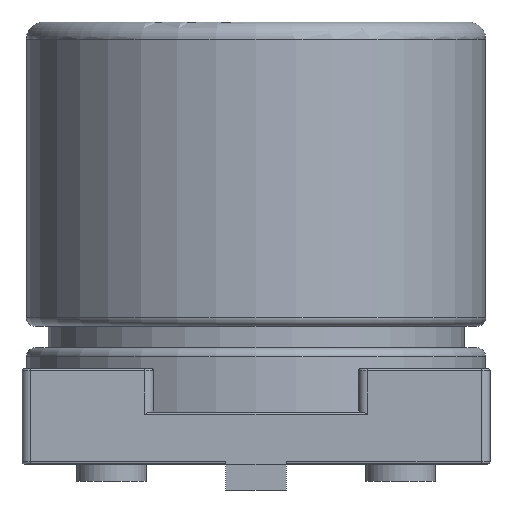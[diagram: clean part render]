
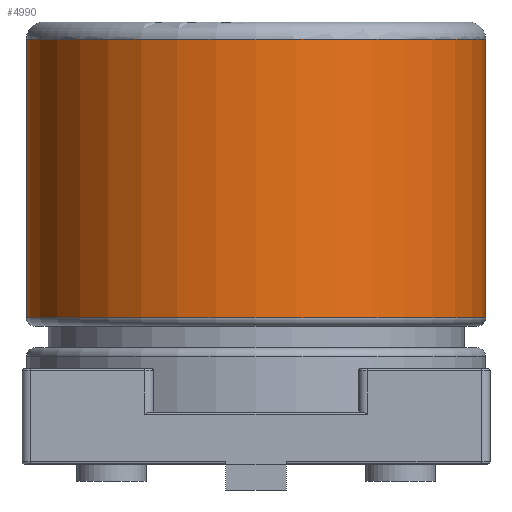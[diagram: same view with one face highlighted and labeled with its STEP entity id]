
A CAD part, left-side view. The second image highlights one B-rep face of the part: STEP entity #4990.
In plain terms, the highlighted cylindrical face has radius 2.65 mm (diameter 5.3 mm), a full revolution.
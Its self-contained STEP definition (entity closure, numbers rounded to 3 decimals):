
#856=LINE('',#9940,#1202);
#1202=VECTOR('',#6207,2.65);
#1252=CYLINDRICAL_SURFACE('',#5287,2.65);
#1526=FACE_OUTER_BOUND('',#1809,.T.);
#1809=EDGE_LOOP('',(#4512,#4513,#4514,#4515,#4516,#4517));
#1949=CIRCLE('',#5284,2.65);
#1950=CIRCLE('',#5285,2.65);
#1952=CIRCLE('',#5288,2.65);
#1953=CIRCLE('',#5289,2.65);
#2439=VERTEX_POINT('',#9930);
#2440=VERTEX_POINT('',#9931);
#2441=VERTEX_POINT('',#9936);
#2442=VERTEX_POINT('',#9937);
#3184=EDGE_CURVE('',#2439,#2440,#1949,.T.);
#3185=EDGE_CURVE('',#2440,#2439,#1950,.T.);
#3187=EDGE_CURVE('',#2441,#2442,#1952,.T.);
#3188=EDGE_CURVE('',#2442,#2441,#1953,.T.);
#3189=EDGE_CURVE('',#2442,#2440,#856,.T.);
#4512=ORIENTED_EDGE('',*,*,#3187,.F.);
#4513=ORIENTED_EDGE('',*,*,#3188,.F.);
#4514=ORIENTED_EDGE('',*,*,#3189,.T.);
#4515=ORIENTED_EDGE('',*,*,#3185,.T.);
#4516=ORIENTED_EDGE('',*,*,#3184,.T.);
#4517=ORIENTED_EDGE('',*,*,#3189,.F.);
#4990=ADVANCED_FACE('',(#1526),#1252,.T.);
#5284=AXIS2_PLACEMENT_3D('',#9932,#6195,#6196);
#5285=AXIS2_PLACEMENT_3D('',#9933,#6197,#6198);
#5287=AXIS2_PLACEMENT_3D('',#9935,#6201,#6202);
#5288=AXIS2_PLACEMENT_3D('',#9938,#6203,#6204);
#5289=AXIS2_PLACEMENT_3D('',#9939,#6205,#6206);
#6195=DIRECTION('center_axis',(0.,0.,1.));
#6196=DIRECTION('ref_axis',(1.,0.,0.));
#6197=DIRECTION('center_axis',(0.,0.,1.));
#6198=DIRECTION('ref_axis',(1.,0.,0.));
#6201=DIRECTION('center_axis',(0.,0.,1.));
#6202=DIRECTION('ref_axis',(1.,0.,0.));
#6203=DIRECTION('center_axis',(0.,0.,1.));
#6204=DIRECTION('ref_axis',(1.,0.,0.));
#6205=DIRECTION('center_axis',(0.,0.,1.));
#6206=DIRECTION('ref_axis',(1.,0.,0.));
#6207=DIRECTION('',(0.,0.,-1.));
#9930=CARTESIAN_POINT('',(2.65,0.,1.99));
#9931=CARTESIAN_POINT('',(-2.65,0.,1.99));
#9932=CARTESIAN_POINT('Origin',(0.,0.,1.99));
#9933=CARTESIAN_POINT('Origin',(0.,0.,1.99));
#9935=CARTESIAN_POINT('Origin',(0.,0.,3.595));
#9936=CARTESIAN_POINT('',(2.65,0.,5.2));
#9937=CARTESIAN_POINT('',(-2.65,0.,5.2));
#9938=CARTESIAN_POINT('Origin',(0.,0.,5.2));
#9939=CARTESIAN_POINT('Origin',(0.,0.,5.2));
#9940=CARTESIAN_POINT('',(-2.65,0.,3.595));
